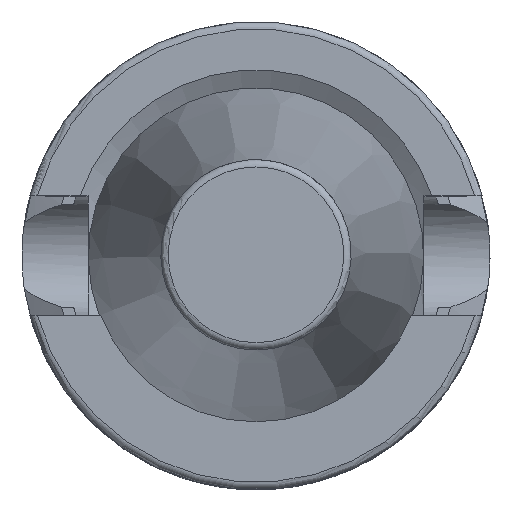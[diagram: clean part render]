
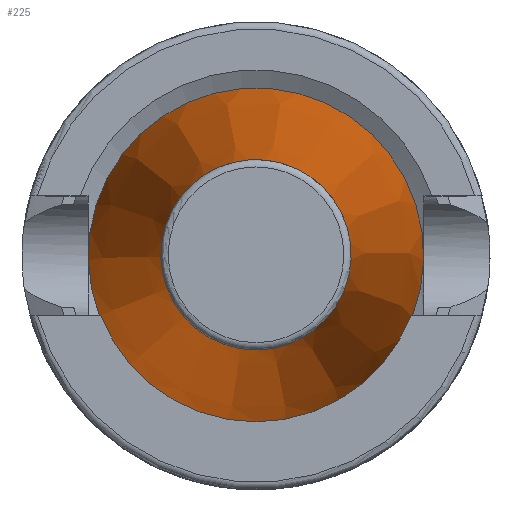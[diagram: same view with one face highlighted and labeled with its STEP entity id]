
A CAD part, top view. The second image highlights one B-rep face of the part: STEP entity #225.
In plain terms, the highlighted conical face has half-angle 8.297 degrees and reference radius 17.519 mm.
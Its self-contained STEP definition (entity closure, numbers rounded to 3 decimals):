
#63=FACE_BOUND('',#335,.T.);
#64=FACE_BOUND('',#336,.T.);
#125=CONICAL_SURFACE('',#975,17.519,8.297);
#225=ADVANCED_FACE('',(#63,#64),#125,.T.);
#335=EDGE_LOOP('',(#488,#489,#490,#491,#492,#493,#494));
#336=EDGE_LOOP('',(#495));
#401=B_SPLINE_CURVE_WITH_KNOTS('',3,(#1413,#1414,#1415,#1416),
 .UNSPECIFIED.,.F.,.F.,(4,4),(0.,1.),.UNSPECIFIED.);
#402=B_SPLINE_CURVE_WITH_KNOTS('',3,(#1419,#1420,#1421,#1422),
 .UNSPECIFIED.,.F.,.F.,(4,4),(0.,1.),.UNSPECIFIED.);
#404=B_SPLINE_CURVE_WITH_KNOTS('',3,(#1476,#1477,#1478,#1479),
 .UNSPECIFIED.,.F.,.F.,(4,4),(0.,1.),.UNSPECIFIED.);
#488=ORIENTED_EDGE('',*,*,#780,.T.);
#489=ORIENTED_EDGE('',*,*,#780,.F.);
#490=ORIENTED_EDGE('',*,*,#760,.T.);
#491=ORIENTED_EDGE('',*,*,#781,.F.);
#492=ORIENTED_EDGE('',*,*,#782,.T.);
#493=ORIENTED_EDGE('',*,*,#766,.F.);
#494=ORIENTED_EDGE('',*,*,#761,.T.);
#495=ORIENTED_EDGE('',*,*,#783,.T.);
#666=VERTEX_POINT('',#1417);
#667=VERTEX_POINT('',#1418);
#668=VERTEX_POINT('',#1423);
#671=VERTEX_POINT('',#1435);
#684=VERTEX_POINT('',#1473);
#685=VERTEX_POINT('',#1475);
#686=VERTEX_POINT('',#1481);
#760=EDGE_CURVE('',#666,#667,#401,.T.);
#761=EDGE_CURVE('',#668,#666,#402,.T.);
#766=EDGE_CURVE('',#668,#671,#855,.T.);
#780=EDGE_CURVE('',#666,#684,#868,.T.);
#781=EDGE_CURVE('',#685,#667,#869,.T.);
#782=EDGE_CURVE('',#685,#671,#404,.T.);
#783=EDGE_CURVE('',#686,#686,#870,.T.);
#855=CIRCLE('',#948,22.371);
#868=CIRCLE('',#972,22.429);
#869=CIRCLE('',#973,22.575);
#870=CIRCLE('',#974,12.812);
#948=AXIS2_PLACEMENT_3D('',#1434,#1092,#1093);
#972=AXIS2_PLACEMENT_3D('',#1472,#1141,#1142);
#973=AXIS2_PLACEMENT_3D('',#1474,#1143,#1144);
#974=AXIS2_PLACEMENT_3D('',#1480,#1145,#1146);
#975=AXIS2_PLACEMENT_3D('',#1482,#1147,#1148);
#1092=DIRECTION('',(0.,0.,-1.));
#1093=DIRECTION('',(1.,0.,0.));
#1141=DIRECTION('',(0.,0.,1.));
#1142=DIRECTION('',(1.,0.,0.));
#1143=DIRECTION('',(0.,0.,-1.));
#1144=DIRECTION('',(-1.,0.,0.));
#1145=DIRECTION('',(0.,0.,-1.));
#1146=DIRECTION('',(0.,-1.,0.));
#1147=DIRECTION('',(0.,0.,-1.));
#1148=DIRECTION('',(-1.,0.,0.));
#1413=CARTESIAN_POINT('',(20.935,-8.05,-1.4));
#1414=CARTESIAN_POINT('',(20.987,-8.05,-1.733));
#1415=CARTESIAN_POINT('',(21.039,-8.05,-2.067));
#1416=CARTESIAN_POINT('',(21.091,-8.05,-2.4));
#1417=CARTESIAN_POINT('',(20.935,-8.05,-1.4));
#1418=CARTESIAN_POINT('',(21.091,-8.05,-2.4));
#1419=CARTESIAN_POINT('',(20.872,-8.05,-1.));
#1420=CARTESIAN_POINT('',(20.893,-8.05,-1.133));
#1421=CARTESIAN_POINT('',(20.914,-8.05,-1.267));
#1422=CARTESIAN_POINT('',(20.935,-8.05,-1.4));
#1423=CARTESIAN_POINT('',(20.872,-8.05,-1.));
#1434=CARTESIAN_POINT('',(0.,0.,-1.));
#1435=CARTESIAN_POINT('',(-20.872,-8.05,-1.));
#1472=CARTESIAN_POINT('',(0.,0.,-1.4));
#1473=CARTESIAN_POINT('',(22.429,0.,-1.4));
#1474=CARTESIAN_POINT('',(0.,0.,-2.4));
#1475=CARTESIAN_POINT('',(-21.091,-8.05,-2.4));
#1476=CARTESIAN_POINT('',(-21.091,-8.05,-2.4));
#1477=CARTESIAN_POINT('',(-21.018,-8.05,-1.933));
#1478=CARTESIAN_POINT('',(-20.945,-8.05,-1.467));
#1479=CARTESIAN_POINT('',(-20.872,-8.05,-1.));
#1480=CARTESIAN_POINT('',(0.,0.,64.544));
#1481=CARTESIAN_POINT('',(0.,-12.812,64.544));
#1482=CARTESIAN_POINT('',(0.,0.,32.272));
